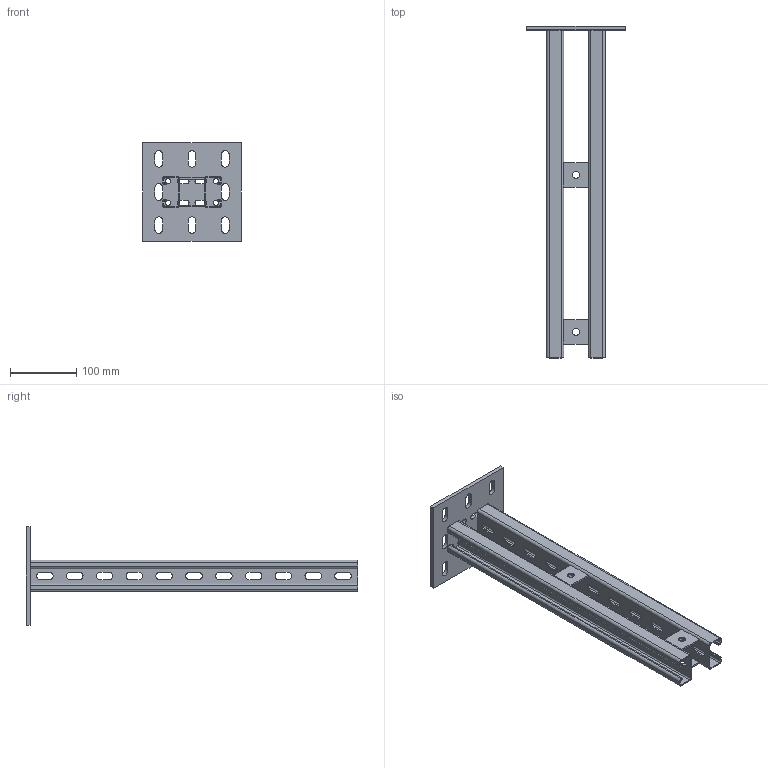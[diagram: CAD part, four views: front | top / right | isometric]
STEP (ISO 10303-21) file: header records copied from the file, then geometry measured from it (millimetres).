
FILE_DESCRIPTION (( 'STEP AP203' ), '1' );
FILE_NAME ('10-02-1430.STEP', '2013-05-02T11:46:30', ( 'asennus' ), ( '' ), 'SwSTEP 2.0', 'SolidWorks 2013', '' );
FILE_SCHEMA (( 'CONFIG_CONTROL_DESIGN' ));
Length unit declared in the file: millimetre
Products named in the file (1): 10-02-1430
Bounding box: 149 x 501 x 149 mm (x, y, z)
Volume: 352006.4 mm3; surface area: 289925.7 mm2
Topology: 7 solids, 7 shells, 320 faces, 822 edges, 516 vertices
Faces by surface type: plane 182, cylinder 138
Entity records: 9887 total; most frequent: DIRECTION 1740, CARTESIAN_POINT 1659, ORIENTED_EDGE 1644, EDGE_CURVE 822, AXIS2_PLACEMENT_3D 597, LINE 546, VECTOR 546, VERTEX_POINT 516
